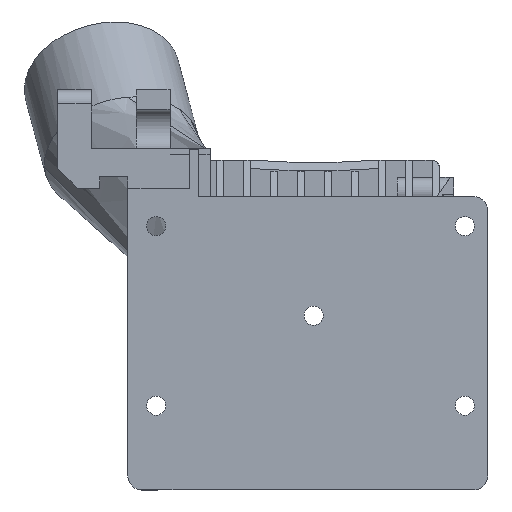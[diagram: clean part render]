
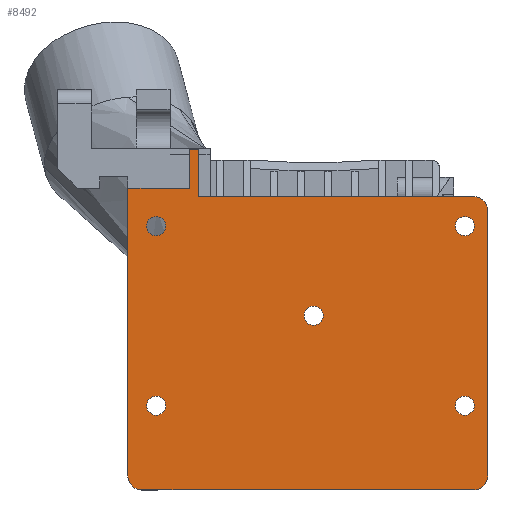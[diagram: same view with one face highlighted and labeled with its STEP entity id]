
A CAD part, front view. The second image highlights one B-rep face of the part: STEP entity #8492.
In plain terms, the highlighted planar face has unit normal (0, -1, 0).
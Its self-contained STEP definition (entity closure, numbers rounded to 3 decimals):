
#149=FACE_BOUND('',#1296,.T.);
#150=FACE_BOUND('',#1297,.T.);
#151=FACE_BOUND('',#1298,.T.);
#152=FACE_BOUND('',#1299,.T.);
#153=FACE_BOUND('',#1300,.T.);
#391=PLANE('',#9200);
#822=FACE_OUTER_BOUND('',#1295,.T.);
#1295=EDGE_LOOP('',(#7642,#7643,#7644,#7645,#7646,#7647,#7648,#7649,#7650,
#7651,#7652,#7653));
#1296=EDGE_LOOP('',(#7654));
#1297=EDGE_LOOP('',(#7655));
#1298=EDGE_LOOP('',(#7656));
#1299=EDGE_LOOP('',(#7657));
#1300=EDGE_LOOP('',(#7658));
#1586=CIRCLE('',#9117,2.5);
#1587=CIRCLE('',#9120,2.5);
#1588=CIRCLE('',#9124,1.7);
#1589=CIRCLE('',#9126,1.7);
#1590=CIRCLE('',#9128,1.7);
#1591=CIRCLE('',#9130,1.7);
#1592=CIRCLE('',#9132,1.7);
#1612=CIRCLE('',#9199,2.5);
#2266=LINE('',#16194,#3105);
#2269=LINE('',#16199,#3108);
#2379=LINE('',#16613,#3218);
#2382=LINE('',#16621,#3221);
#2385=LINE('',#16628,#3224);
#2386=LINE('',#16630,#3225);
#2392=LINE('',#16653,#3231);
#2478=LINE('',#16872,#3317);
#2479=LINE('',#16873,#3318);
#3105=VECTOR('',#10631,10.);
#3108=VECTOR('',#10634,10.);
#3218=VECTOR('',#11018,10.);
#3221=VECTOR('',#11027,10.);
#3224=VECTOR('',#11036,10.);
#3225=VECTOR('',#11039,10.);
#3231=VECTOR('',#11067,10.);
#3317=VECTOR('',#11287,10.);
#3318=VECTOR('',#11288,10.);
#3979=VERTEX_POINT('',#16191);
#3980=VERTEX_POINT('',#16193);
#3981=VERTEX_POINT('',#16196);
#3982=VERTEX_POINT('',#16198);
#4090=VERTEX_POINT('',#16610);
#4091=VERTEX_POINT('',#16612);
#4092=VERTEX_POINT('',#16616);
#4093=VERTEX_POINT('',#16620);
#4094=VERTEX_POINT('',#16624);
#4095=VERTEX_POINT('',#16632);
#4096=VERTEX_POINT('',#16636);
#4097=VERTEX_POINT('',#16640);
#4098=VERTEX_POINT('',#16644);
#4099=VERTEX_POINT('',#16648);
#4100=VERTEX_POINT('',#16652);
#4159=VERTEX_POINT('',#16867);
#4160=VERTEX_POINT('',#16871);
#5040=EDGE_CURVE('',#3980,#3979,#2266,.T.);
#5043=EDGE_CURVE('',#3982,#3981,#2269,.T.);
#5234=EDGE_CURVE('',#4091,#4090,#2379,.T.);
#5236=EDGE_CURVE('',#4091,#4092,#1586,.T.);
#5238=EDGE_CURVE('',#4093,#4092,#2382,.T.);
#5240=EDGE_CURVE('',#4093,#4094,#1587,.T.);
#5242=EDGE_CURVE('',#3979,#4094,#2385,.T.);
#5243=EDGE_CURVE('',#3981,#3980,#2386,.T.);
#5244=EDGE_CURVE('',#4095,#4095,#1588,.T.);
#5246=EDGE_CURVE('',#4096,#4096,#1589,.T.);
#5248=EDGE_CURVE('',#4097,#4097,#1590,.T.);
#5250=EDGE_CURVE('',#4098,#4098,#1591,.T.);
#5252=EDGE_CURVE('',#4099,#4099,#1592,.T.);
#5254=EDGE_CURVE('',#4100,#3982,#2392,.T.);
#5361=EDGE_CURVE('',#4159,#4090,#1612,.T.);
#5362=EDGE_CURVE('',#4159,#4160,#2478,.F.);
#5363=EDGE_CURVE('',#4160,#4100,#2479,.F.);
#7642=ORIENTED_EDGE('',*,*,#5361,.F.);
#7643=ORIENTED_EDGE('',*,*,#5362,.T.);
#7644=ORIENTED_EDGE('',*,*,#5363,.T.);
#7645=ORIENTED_EDGE('',*,*,#5254,.T.);
#7646=ORIENTED_EDGE('',*,*,#5043,.T.);
#7647=ORIENTED_EDGE('',*,*,#5243,.T.);
#7648=ORIENTED_EDGE('',*,*,#5040,.T.);
#7649=ORIENTED_EDGE('',*,*,#5242,.T.);
#7650=ORIENTED_EDGE('',*,*,#5240,.F.);
#7651=ORIENTED_EDGE('',*,*,#5238,.T.);
#7652=ORIENTED_EDGE('',*,*,#5236,.F.);
#7653=ORIENTED_EDGE('',*,*,#5234,.T.);
#7654=ORIENTED_EDGE('',*,*,#5252,.T.);
#7655=ORIENTED_EDGE('',*,*,#5250,.T.);
#7656=ORIENTED_EDGE('',*,*,#5248,.T.);
#7657=ORIENTED_EDGE('',*,*,#5246,.T.);
#7658=ORIENTED_EDGE('',*,*,#5244,.T.);
#8492=ADVANCED_FACE('',(#822,#149,#150,#151,#152,#153),#391,.T.);
#9117=AXIS2_PLACEMENT_3D('',#16617,#11022,#11023);
#9120=AXIS2_PLACEMENT_3D('',#16625,#11031,#11032);
#9124=AXIS2_PLACEMENT_3D('',#16633,#11042,#11043);
#9126=AXIS2_PLACEMENT_3D('',#16637,#11047,#11048);
#9128=AXIS2_PLACEMENT_3D('',#16641,#11052,#11053);
#9130=AXIS2_PLACEMENT_3D('',#16645,#11057,#11058);
#9132=AXIS2_PLACEMENT_3D('',#16649,#11062,#11063);
#9199=AXIS2_PLACEMENT_3D('',#16869,#11283,#11284);
#9200=AXIS2_PLACEMENT_3D('',#16870,#11285,#11286);
#10631=DIRECTION('',(-1.,0.,0.));
#10634=DIRECTION('',(-1.,0.,0.));
#11018=DIRECTION('',(0.,0.,1.));
#11022=DIRECTION('center_axis',(0.,1.,0.));
#11023=DIRECTION('ref_axis',(0.707,0.,-0.707));
#11027=DIRECTION('',(1.,0.,0.));
#11031=DIRECTION('center_axis',(0.,1.,0.));
#11032=DIRECTION('ref_axis',(-0.707,0.,-0.707));
#11036=DIRECTION('',(0.,0.,-1.));
#11039=DIRECTION('',(0.,0.,-1.));
#11042=DIRECTION('center_axis',(0.,1.,0.));
#11043=DIRECTION('ref_axis',(-1.,0.,0.));
#11047=DIRECTION('center_axis',(0.,1.,0.));
#11048=DIRECTION('ref_axis',(-1.,0.,0.));
#11052=DIRECTION('center_axis',(0.,1.,0.));
#11053=DIRECTION('ref_axis',(-1.,0.,0.));
#11057=DIRECTION('center_axis',(0.,1.,0.));
#11058=DIRECTION('ref_axis',(-1.,0.,0.));
#11062=DIRECTION('center_axis',(0.,1.,0.));
#11063=DIRECTION('ref_axis',(-1.,0.,0.));
#11067=DIRECTION('',(0.,0.,1.));
#11283=DIRECTION('center_axis',(0.,1.,0.));
#11284=DIRECTION('ref_axis',(0.707,0.,0.707));
#11285=DIRECTION('center_axis',(0.,-1.,0.));
#11286=DIRECTION('ref_axis',(1.,0.,0.));
#11287=DIRECTION('',(1.,0.,0.));
#11288=DIRECTION('',(1.,0.,0.));
#16191=CARTESIAN_POINT('',(-33.25,12.887,106.));
#16193=CARTESIAN_POINT('',(-22.3,12.887,106.));
#16194=CARTESIAN_POINT('',(-1.276,12.887,106.));
#16196=CARTESIAN_POINT('',(-22.3,12.887,112.9));
#16198=CARTESIAN_POINT('',(-20.692,12.887,112.9));
#16199=CARTESIAN_POINT('',(-14.254,12.887,112.9));
#16610=CARTESIAN_POINT('',(30.75,12.887,102.));
#16612=CARTESIAN_POINT('',(30.75,12.887,54.815));
#16613=CARTESIAN_POINT('',(30.75,12.887,57.315));
#16616=CARTESIAN_POINT('',(28.25,12.887,52.315));
#16617=CARTESIAN_POINT('Origin',(28.25,12.887,54.815));
#16620=CARTESIAN_POINT('',(-30.75,12.887,52.315));
#16621=CARTESIAN_POINT('',(21.7,12.887,52.315));
#16624=CARTESIAN_POINT('',(-33.25,12.887,54.815));
#16625=CARTESIAN_POINT('Origin',(-30.75,12.887,54.815));
#16628=CARTESIAN_POINT('',(-33.25,12.887,58.258));
#16630=CARTESIAN_POINT('',(-22.3,12.887,98.88));
#16632=CARTESIAN_POINT('',(28.384,12.887,67.315));
#16633=CARTESIAN_POINT('Origin',(26.684,12.887,67.315));
#16636=CARTESIAN_POINT('',(-26.517,12.887,99.257));
#16637=CARTESIAN_POINT('Origin',(-28.217,12.887,99.257));
#16640=CARTESIAN_POINT('',(-26.517,12.887,67.315));
#16641=CARTESIAN_POINT('Origin',(-28.217,12.887,67.315));
#16644=CARTESIAN_POINT('',(28.384,12.887,99.257));
#16645=CARTESIAN_POINT('Origin',(26.684,12.887,99.257));
#16648=CARTESIAN_POINT('',(1.504,12.887,83.313));
#16649=CARTESIAN_POINT('Origin',(-0.196,12.887,83.313));
#16652=CARTESIAN_POINT('',(-20.692,12.887,104.5));
#16653=CARTESIAN_POINT('',(-20.692,12.887,112.9));
#16867=CARTESIAN_POINT('',(28.25,12.887,104.5));
#16869=CARTESIAN_POINT('Origin',(28.25,12.887,102.));
#16870=CARTESIAN_POINT('Origin',(26.684,12.887,64.039));
#16871=CARTESIAN_POINT('',(-20.078,12.887,104.5));
#16872=CARTESIAN_POINT('',(13.567,12.887,104.5));
#16873=CARTESIAN_POINT('',(13.567,12.887,104.5));
